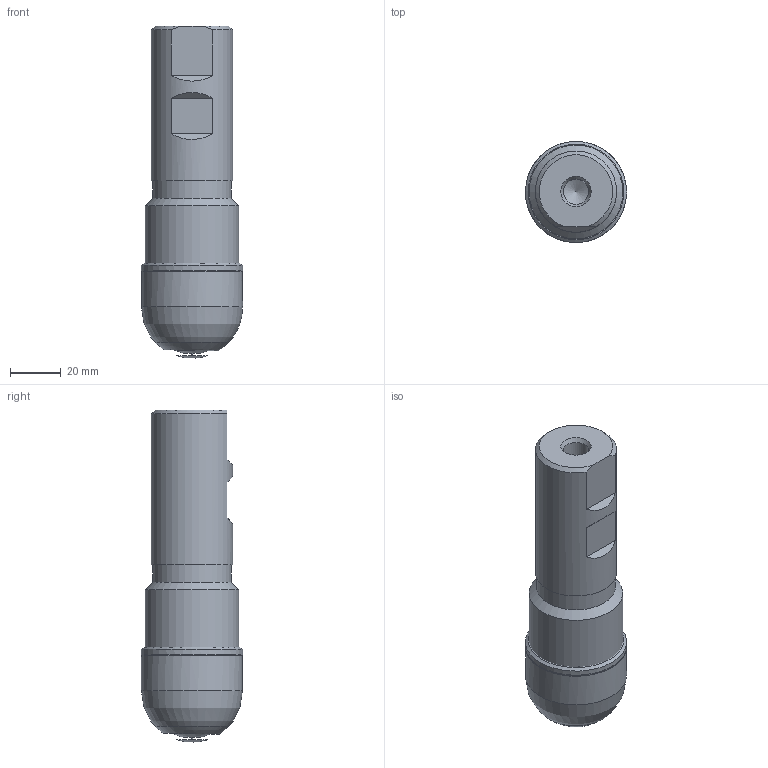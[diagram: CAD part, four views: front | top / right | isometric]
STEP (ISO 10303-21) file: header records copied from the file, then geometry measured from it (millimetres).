
FILE_DESCRIPTION(/* description */ (''),/* implementation_level */ '2;1');
FILE_NAME(/* name */ '40L2R070B32-SZP40-C_115009857ndi000_00-SIM.stp',/* time_stamp */ '2020-01-22T07:36:11+01:00',/* author */ (''),/* organization */ (''),/* preprocessor_version */ 'ST-DEVELOPER v16.7',/* originating_system */ 'SIEMENS PLM Software NX 12.0',/* authorisation */ '');
FILE_SCHEMA (('AUTOMOTIVE_DESIGN { 1 0 10303 214 3 1 1 1 }'));
Length unit declared in the file: millimetre
Products named in the file (1): hm152AD8AEB2hszv
Bounding box: 39.93 x 39.93 x 130.97 mm (x, y, z)
Volume: 137958.3 mm3; surface area: 23415.2 mm2
Topology: 2 solids, 2 shells, 52 faces, 133 edges, 88 vertices
Faces by surface type: revolution 29, cone 8, plane 8, cylinder 4, sphere 3
Full cylindrical faces by diameter (mm): 10 x1, 31 x1, 32 x1, 37 x1
Entity records: 1237 total; most frequent: CARTESIAN_POINT 269, DIRECTION 196, ORIENTED_EDGE 116, EDGE_LOOP 95, FACE_BOUND 89, AXIS2_PLACEMENT_3D 76, EDGE_CURVE 58, VERTEX_POINT 54
